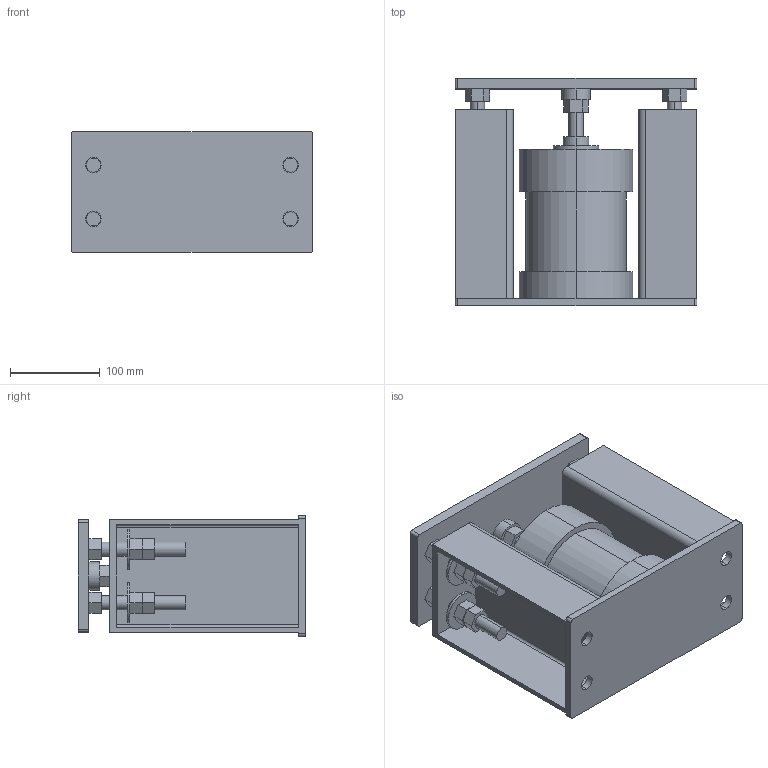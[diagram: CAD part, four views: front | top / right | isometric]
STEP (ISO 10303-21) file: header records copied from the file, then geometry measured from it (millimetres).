
FILE_DESCRIPTION (( 'STEP AP203' ), '1' );
FILE_NAME ('SMRF-1-500 Rev C.STEP', '2023-05-25T18:21:29', ( '' ), ( '' ), 'SwSTEP 2.0', 'SolidWorks 2016', '' );
FILE_SCHEMA (( 'CONFIG_CONTROL_DESIGN' ));
Length unit declared in the file: inch
Products named in the file (1): SMRF-1-500 Rev C
Bounding box: 270 x 254 x 135 mm (x, y, z)
Volume: 3371360 mm3; surface area: 499100.2 mm2
Topology: 1 solids, 1 shells, 221 faces, 540 edges, 360 vertices
Faces by surface type: plane 143, cylinder 78
Entity records: 6621 total; most frequent: DIRECTION 1140, CARTESIAN_POINT 1122, ORIENTED_EDGE 1080, EDGE_CURVE 540, VECTOR 384, LINE 384, AXIS2_PLACEMENT_3D 378, VERTEX_POINT 360
